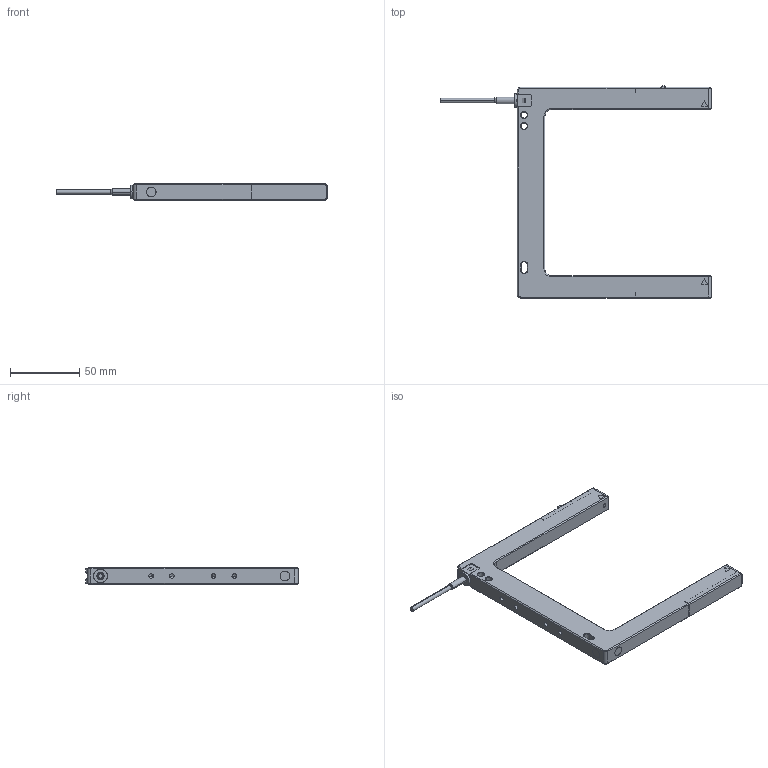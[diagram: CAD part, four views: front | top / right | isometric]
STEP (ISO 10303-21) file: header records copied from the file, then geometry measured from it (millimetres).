
FILE_DESCRIPTION((''),'2;1');
FILE_NAME('137656_SW','2007-12-26T',('banengservice'),('BANNER ENGINEERING'),'PRO/ENGINEER BY PARAMETRIC TECHNOLOGY CORPORATION, 2006170','PRO/ENGINEER BY PARAMETRIC TECHNOLOGY CORPORATION, 2006170','');
FILE_SCHEMA(('CONFIG_CONTROL_DESIGN'));
Length unit declared in the file: inch
Products named in the file (1): 137656_SW
Bounding box: 195.25 x 153 x 12 mm (x, y, z)
Volume: 65848.1 mm3; surface area: 40295 mm2
Topology: 2 solids, 3 shells, 1051 faces, 2775 edges, 1749 vertices
Faces by surface type: plane 569, cylinder 316, cone 134, torus 28, bspline 4
Entity records: 34902 total; most frequent: CARTESIAN_POINT 8604, ORIENTED_EDGE 5526, DIRECTION 5456, EDGE_CURVE 2763, AXIS2_PLACEMENT_3D 1825, VECTOR 1806, LINE 1806, VERTEX_POINT 1749
